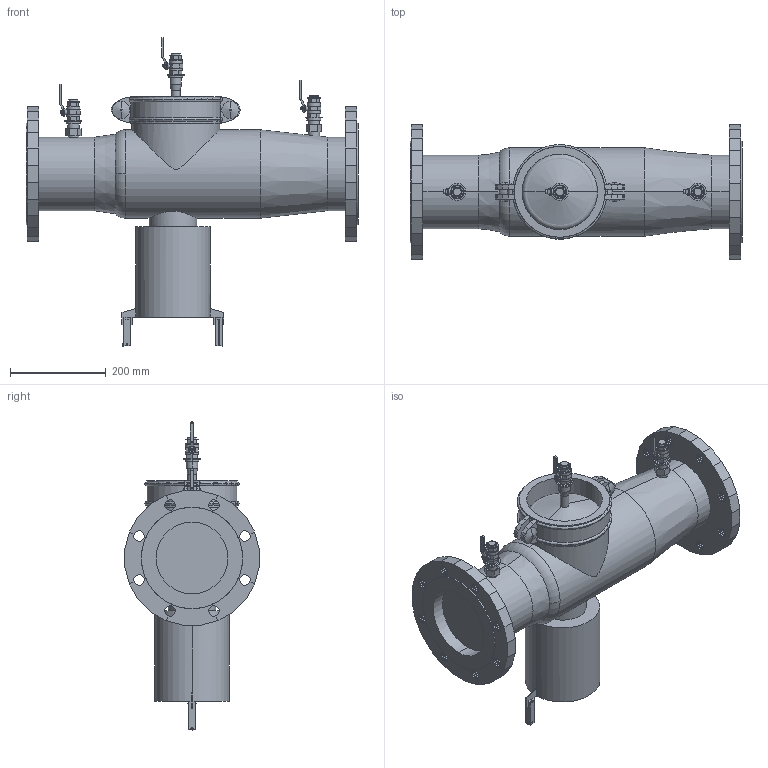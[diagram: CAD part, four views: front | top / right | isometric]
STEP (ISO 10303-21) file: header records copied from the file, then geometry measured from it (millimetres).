
FILE_DESCRIPTION(('no description'),'unknown implementation level');
FILE_NAME('VDI3805_BA298I-150FA_3D.stp',' ',('pit-cup GmbH'),('ccLab - KiM Gmbh - www.kimweb.de'),'unknown preprocess','ACIS','unknown authorization');
FILE_SCHEMA(('automotive_design'));
Length unit declared in the file: millimetre
Products named in the file (3): 1; 2; 3
Bounding box: 695 x 281.74 x 645.39 mm (x, y, z)
Volume: 19414021 mm3; surface area: 1090821.5 mm2
Topology: 3 solids, 7 shells, 1367 faces, 3817 edges, 2467 vertices
Faces by surface type: plane 1125, cylinder 146, torus 68, cone 28
Entity records: 88501 total; most frequent: CARTESIAN_POINT 10630, ORIENTED_EDGE 7690, STYLED_ITEM 7654, PRESENTATION_STYLE_ASSIGNMENT 7654, COLOUR_RGB 7654, DIRECTION 7011, EDGE_CURVE 3817, CURVE_STYLE 3817
